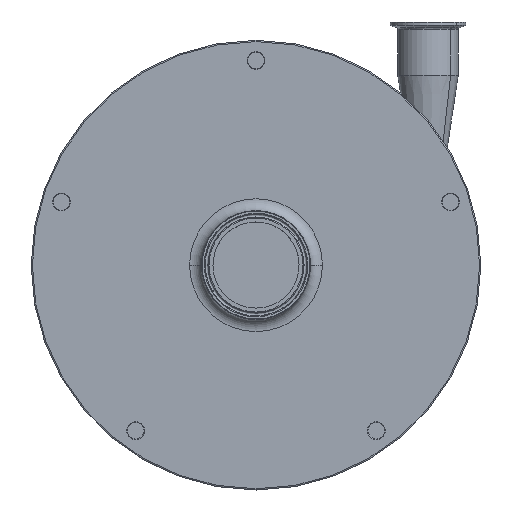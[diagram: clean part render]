
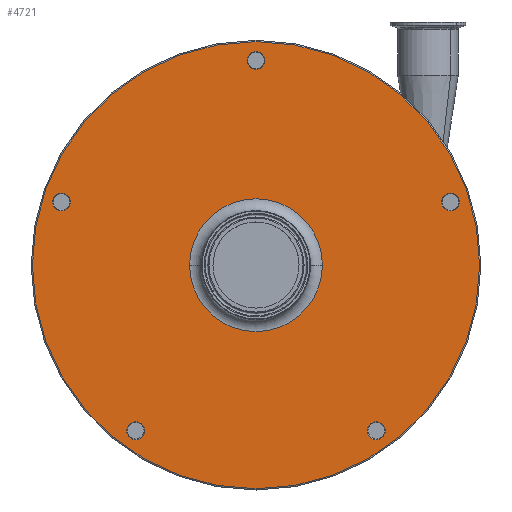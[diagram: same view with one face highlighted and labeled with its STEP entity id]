
A CAD part, top view. The second image highlights one B-rep face of the part: STEP entity #4721.
In plain terms, the highlighted planar face has unit normal (0, 0, 1).
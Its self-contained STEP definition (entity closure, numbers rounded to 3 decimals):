
#8 = VERTEX_POINT ( 'NONE', #5757 ) ;
#37 = CARTESIAN_POINT ( 'NONE',  ( -101.393, -139.555, 29.5 ) ) ;
#204 = CARTESIAN_POINT ( 'NONE',  ( -7.5, 172.5, 29.5 ) ) ;
#215 = CIRCLE ( 'NONE', #5483, 7.5 ) ;
#307 = EDGE_CURVE ( 'NONE', #2661, #4178, #5597, .T. ) ;
#320 = CIRCLE ( 'NONE', #920, 7.5 ) ;
#321 = FACE_BOUND ( 'NONE', #4887, .T. ) ;
#391 = CARTESIAN_POINT ( 'NONE',  ( -101.393, -132.055, 29.5 ) ) ;
#400 = DIRECTION ( 'NONE',  ( 0., -1., 0. ) ) ;
#429 = VERTEX_POINT ( 'NONE', #4795 ) ;
#470 = EDGE_LOOP ( 'NONE', ( #4609, #5084 ) ) ;
#472 = AXIS2_PLACEMENT_3D ( 'NONE', #1346, #1230, #5087 ) ;
#485 = EDGE_CURVE ( 'NONE', #1385, #1309, #5183, .T. ) ;
#498 = CIRCLE ( 'NONE', #4953, 56. ) ;
#531 = CIRCLE ( 'NONE', #2134, 188.5 ) ;
#544 = ORIENTED_EDGE ( 'NONE', *, *, #6248, .F. ) ;
#558 = EDGE_CURVE ( 'NONE', #989, #1375, #4463, .T. ) ;
#562 = CIRCLE ( 'NONE', #2174, 188.5 ) ;
#648 = EDGE_LOOP ( 'NONE', ( #787, #544 ) ) ;
#688 = CARTESIAN_POINT ( 'NONE',  ( 164.057, 53.305, 29.5 ) ) ;
#766 = CARTESIAN_POINT ( 'NONE',  ( 164.057, 45.805, 29.5 ) ) ;
#773 = EDGE_LOOP ( 'NONE', ( #2020, #1058 ) ) ;
#787 = ORIENTED_EDGE ( 'NONE', *, *, #978, .F. ) ;
#827 = DIRECTION ( 'NONE',  ( 0., 0., 1. ) ) ;
#883 = CARTESIAN_POINT ( 'NONE',  ( 0., 172.5, 29.5 ) ) ;
#913 = FACE_OUTER_BOUND ( 'NONE', #470, .T. ) ;
#920 = AXIS2_PLACEMENT_3D ( 'NONE', #1868, #5675, #5773 ) ;
#926 = EDGE_CURVE ( 'NONE', #5063, #8, #320, .T. ) ;
#942 = CARTESIAN_POINT ( 'NONE',  ( 0., 189.5, 29.5 ) ) ;
#978 = EDGE_CURVE ( 'NONE', #6202, #3164, #1971, .T. ) ;
#989 = VERTEX_POINT ( 'NONE', #391 ) ;
#1058 = ORIENTED_EDGE ( 'NONE', *, *, #5108, .F. ) ;
#1230 = DIRECTION ( 'NONE',  ( 0., 0., -1. ) ) ;
#1248 = CARTESIAN_POINT ( 'NONE',  ( 0., 0., 29.5 ) ) ;
#1251 = AXIS2_PLACEMENT_3D ( 'NONE', #688, #4287, #2390 ) ;
#1270 = DIRECTION ( 'NONE',  ( 0., 0., 1. ) ) ;
#1300 = CARTESIAN_POINT ( 'NONE',  ( 188.5, 0., 29.5 ) ) ;
#1309 = VERTEX_POINT ( 'NONE', #204 ) ;
#1320 = DIRECTION ( 'NONE',  ( -1., 0., 0. ) ) ;
#1346 = CARTESIAN_POINT ( 'NONE',  ( 0., 0., 29.5 ) ) ;
#1368 = DIRECTION ( 'NONE',  ( 0., 0., 1. ) ) ;
#1375 = VERTEX_POINT ( 'NONE', #4242 ) ;
#1385 = VERTEX_POINT ( 'NONE', #2730 ) ;
#1391 = FACE_BOUND ( 'NONE', #648, .T. ) ;
#1428 = PLANE ( 'NONE',  #6019 ) ;
#1461 = CIRCLE ( 'NONE', #2048, 7.5 ) ;
#1691 = CARTESIAN_POINT ( 'NONE',  ( 0., 0., 29.5 ) ) ;
#1740 = VERTEX_POINT ( 'NONE', #4060 ) ;
#1753 = CARTESIAN_POINT ( 'NONE',  ( -101.393, -139.555, 29.5 ) ) ;
#1814 = EDGE_CURVE ( 'NONE', #4178, #2661, #1461, .T. ) ;
#1821 = AXIS2_PLACEMENT_3D ( 'NONE', #37, #1368, #400 ) ;
#1844 = AXIS2_PLACEMENT_3D ( 'NONE', #883, #2251, #5228 ) ;
#1868 = CARTESIAN_POINT ( 'NONE',  ( -164.057, 53.305, 29.5 ) ) ;
#1889 = ORIENTED_EDGE ( 'NONE', *, *, #5099, .F. ) ;
#1904 = FACE_BOUND ( 'NONE', #773, .T. ) ;
#1971 = CIRCLE ( 'NONE', #1251, 7.5 ) ;
#2003 = DIRECTION ( 'NONE',  ( 1., 0., 0. ) ) ;
#2020 = ORIENTED_EDGE ( 'NONE', *, *, #485, .F. ) ;
#2048 = AXIS2_PLACEMENT_3D ( 'NONE', #4160, #1270, #3287 ) ;
#2134 = AXIS2_PLACEMENT_3D ( 'NONE', #1248, #2834, #3764 ) ;
#2161 = CARTESIAN_POINT ( 'NONE',  ( 101.393, -147.055, 29.5 ) ) ;
#2174 = AXIS2_PLACEMENT_3D ( 'NONE', #1691, #827, #3634 ) ;
#2251 = DIRECTION ( 'NONE',  ( 0., 0., 1. ) ) ;
#2289 = CIRCLE ( 'NONE', #472, 56. ) ;
#2362 = DIRECTION ( 'NONE',  ( 0., 0., 1. ) ) ;
#2390 = DIRECTION ( 'NONE',  ( 0., -1., 0. ) ) ;
#2430 = ORIENTED_EDGE ( 'NONE', *, *, #307, .F. ) ;
#2459 = ORIENTED_EDGE ( 'NONE', *, *, #558, .F. ) ;
#2661 = VERTEX_POINT ( 'NONE', #2161 ) ;
#2721 = CARTESIAN_POINT ( 'NONE',  ( 164.057, 60.805, 29.5 ) ) ;
#2730 = CARTESIAN_POINT ( 'NONE',  ( 7.5, 172.5, 29.5 ) ) ;
#2752 = DIRECTION ( 'NONE',  ( 0., -1., 0. ) ) ;
#2780 = DIRECTION ( 'NONE',  ( -1., 0., 0. ) ) ;
#2834 = DIRECTION ( 'NONE',  ( 0., 0., 1. ) ) ;
#2874 = CARTESIAN_POINT ( 'NONE',  ( 56., 0., 29.5 ) ) ;
#2876 = EDGE_CURVE ( 'NONE', #3546, #1740, #2289, .T. ) ;
#2907 = DIRECTION ( 'NONE',  ( 0., 0., -1. ) ) ;
#3033 = EDGE_CURVE ( 'NONE', #429, #5191, #562, .T. ) ;
#3164 = VERTEX_POINT ( 'NONE', #2721 ) ;
#3191 = DIRECTION ( 'NONE',  ( 0., 0., 1. ) ) ;
#3260 = CIRCLE ( 'NONE', #1844, 7.5 ) ;
#3287 = DIRECTION ( 'NONE',  ( 0., -1., 0. ) ) ;
#3345 = DIRECTION ( 'NONE',  ( 0., -1., 0. ) ) ;
#3473 = DIRECTION ( 'NONE',  ( 0., 0., 1. ) ) ;
#3546 = VERTEX_POINT ( 'NONE', #2874 ) ;
#3634 = DIRECTION ( 'NONE',  ( -1., 0., 0. ) ) ;
#3764 = DIRECTION ( 'NONE',  ( -1., 0., 0. ) ) ;
#3848 = EDGE_CURVE ( 'NONE', #1375, #989, #3853, .T. ) ;
#3853 = CIRCLE ( 'NONE', #1821, 7.5 ) ;
#3948 = CARTESIAN_POINT ( 'NONE',  ( 0., 172.5, 29.5 ) ) ;
#3994 = EDGE_LOOP ( 'NONE', ( #4232, #2459 ) ) ;
#4060 = CARTESIAN_POINT ( 'NONE',  ( -56., 0., 29.5 ) ) ;
#4130 = CARTESIAN_POINT ( 'NONE',  ( 101.393, -139.555, 29.5 ) ) ;
#4160 = CARTESIAN_POINT ( 'NONE',  ( 101.393, -139.555, 29.5 ) ) ;
#4163 = DIRECTION ( 'NONE',  ( 0., 0., 1. ) ) ;
#4166 = DIRECTION ( 'NONE',  ( 0., -1., 0. ) ) ;
#4178 = VERTEX_POINT ( 'NONE', #4536 ) ;
#4232 = ORIENTED_EDGE ( 'NONE', *, *, #3848, .F. ) ;
#4242 = CARTESIAN_POINT ( 'NONE',  ( -101.393, -147.055, 29.5 ) ) ;
#4255 = CARTESIAN_POINT ( 'NONE',  ( -164.057, 60.805, 29.5 ) ) ;
#4278 = DIRECTION ( 'NONE',  ( 0., 0., -1. ) ) ;
#4287 = DIRECTION ( 'NONE',  ( 0., 0., 1. ) ) ;
#4374 = AXIS2_PLACEMENT_3D ( 'NONE', #1753, #3191, #4166 ) ;
#4379 = CARTESIAN_POINT ( 'NONE',  ( 164.057, 53.305, 29.5 ) ) ;
#4416 = ORIENTED_EDGE ( 'NONE', *, *, #1814, .F. ) ;
#4463 = CIRCLE ( 'NONE', #4374, 7.5 ) ;
#4536 = CARTESIAN_POINT ( 'NONE',  ( 101.393, -132.055, 29.5 ) ) ;
#4609 = ORIENTED_EDGE ( 'NONE', *, *, #3033, .T. ) ;
#4721 = ADVANCED_FACE ( 'NONE', ( #321, #4749, #5774, #1391, #1904, #913, #5805 ), #1428, .F. ) ;
#4745 = EDGE_LOOP ( 'NONE', ( #2430, #4416 ) ) ;
#4749 = FACE_BOUND ( 'NONE', #3994, .T. ) ;
#4773 = CARTESIAN_POINT ( 'NONE',  ( 0., 0., 29.5 ) ) ;
#4795 = CARTESIAN_POINT ( 'NONE',  ( -188.5, 0., 29.5 ) ) ;
#4830 = EDGE_CURVE ( 'NONE', #5191, #429, #531, .T. ) ;
#4887 = EDGE_LOOP ( 'NONE', ( #1889, #5471 ) ) ;
#4953 = AXIS2_PLACEMENT_3D ( 'NONE', #4773, #4278, #1320 ) ;
#4968 = AXIS2_PLACEMENT_3D ( 'NONE', #3948, #3473, #2003 ) ;
#5063 = VERTEX_POINT ( 'NONE', #4255 ) ;
#5084 = ORIENTED_EDGE ( 'NONE', *, *, #4830, .T. ) ;
#5087 = DIRECTION ( 'NONE',  ( -1., 0., 0. ) ) ;
#5099 = EDGE_CURVE ( 'NONE', #8, #5063, #215, .T. ) ;
#5108 = EDGE_CURVE ( 'NONE', #1309, #1385, #3260, .T. ) ;
#5173 = EDGE_LOOP ( 'NONE', ( #5839, #5554 ) ) ;
#5183 = CIRCLE ( 'NONE', #4968, 7.5 ) ;
#5191 = VERTEX_POINT ( 'NONE', #1300 ) ;
#5228 = DIRECTION ( 'NONE',  ( 1., 0., 0. ) ) ;
#5389 = AXIS2_PLACEMENT_3D ( 'NONE', #4130, #4163, #2752 ) ;
#5471 = ORIENTED_EDGE ( 'NONE', *, *, #926, .F. ) ;
#5483 = AXIS2_PLACEMENT_3D ( 'NONE', #6255, #2362, #3345 ) ;
#5554 = ORIENTED_EDGE ( 'NONE', *, *, #2876, .T. ) ;
#5597 = CIRCLE ( 'NONE', #5389, 7.5 ) ;
#5675 = DIRECTION ( 'NONE',  ( 0., 0., 1. ) ) ;
#5689 = CIRCLE ( 'NONE', #5793, 7.5 ) ;
#5757 = CARTESIAN_POINT ( 'NONE',  ( -164.057, 45.805, 29.5 ) ) ;
#5773 = DIRECTION ( 'NONE',  ( 0., -1., 0. ) ) ;
#5774 = FACE_BOUND ( 'NONE', #4745, .T. ) ;
#5793 = AXIS2_PLACEMENT_3D ( 'NONE', #4379, #5860, #6309 ) ;
#5805 = FACE_BOUND ( 'NONE', #5173, .T. ) ;
#5839 = ORIENTED_EDGE ( 'NONE', *, *, #6214, .T. ) ;
#5860 = DIRECTION ( 'NONE',  ( 0., 0., 1. ) ) ;
#6019 = AXIS2_PLACEMENT_3D ( 'NONE', #942, #2907, #2780 ) ;
#6202 = VERTEX_POINT ( 'NONE', #766 ) ;
#6214 = EDGE_CURVE ( 'NONE', #1740, #3546, #498, .T. ) ;
#6248 = EDGE_CURVE ( 'NONE', #3164, #6202, #5689, .T. ) ;
#6255 = CARTESIAN_POINT ( 'NONE',  ( -164.057, 53.305, 29.5 ) ) ;
#6309 = DIRECTION ( 'NONE',  ( 0., -1., 0. ) ) ;
